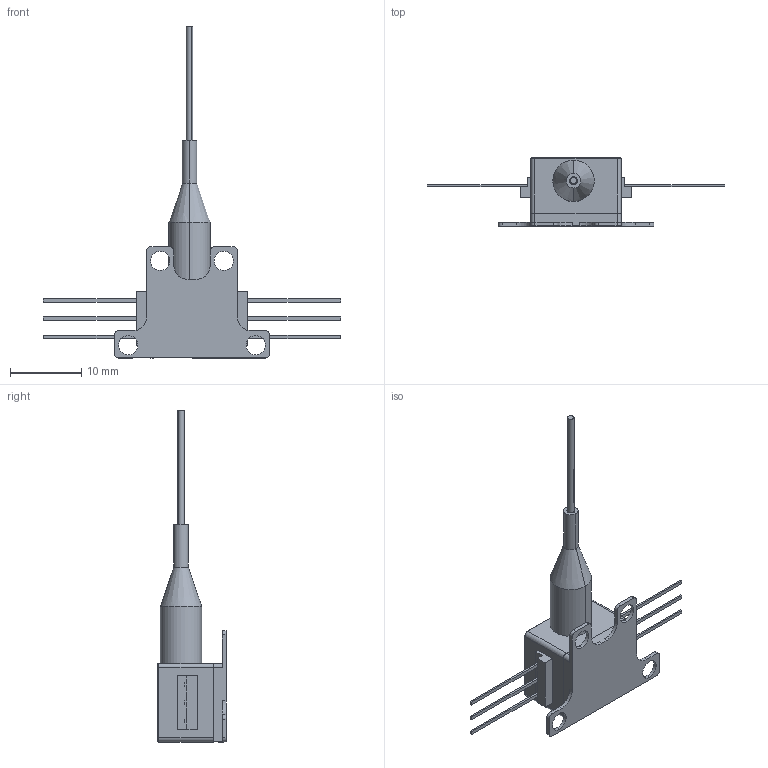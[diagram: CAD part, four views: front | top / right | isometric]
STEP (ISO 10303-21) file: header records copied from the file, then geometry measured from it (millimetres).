
FILE_DESCRIPTION (( 'STEP AP214' ), '1' );
FILE_NAME ('24727-E0W.STEP', '2012-08-03T18:27:21', ( '' ), ( '' ), 'SwSTEP 2.0', 'SolidWorks 2011', '' );
FILE_SCHEMA (( 'AUTOMOTIVE_DESIGN' ));
Length unit declared in the file: millimetre
Products named in the file (1): 24727-E0W
Bounding box: 41.6 x 9.53 x 46.5 mm (x, y, z)
Volume: 931.1 mm3; surface area: 2424.8 mm2
Topology: 15 solids, 15 shells, 489 faces, 1300 edges, 862 vertices
Faces by surface type: plane 313, bspline 100, cylinder 70, cone 6
Entity records: 26267 total; most frequent: CARTESIAN_POINT 9056, ORIENTED_EDGE 2600, DIRECTION 2026, EDGE_CURVE 1300, VECTOR 954, LINE 954, VERTEX_POINT 862, AXIS2_PLACEMENT_3D 536
